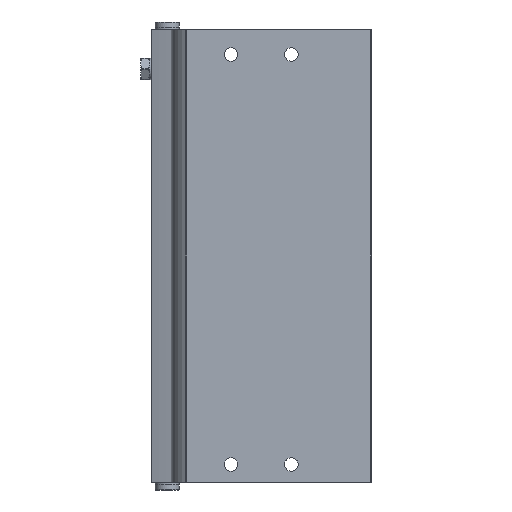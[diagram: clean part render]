
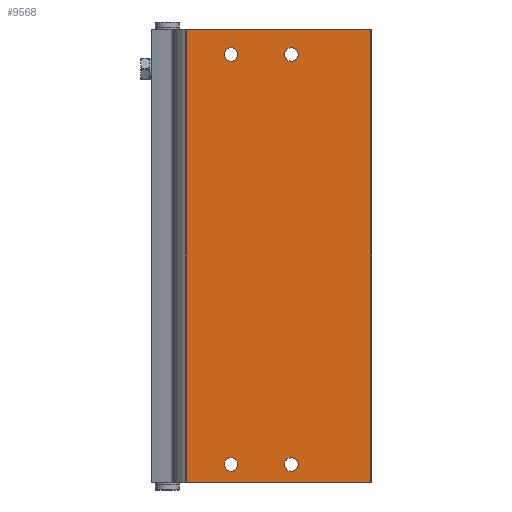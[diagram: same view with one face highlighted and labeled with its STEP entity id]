
A CAD part, front view. The second image highlights one B-rep face of the part: STEP entity #9568.
In plain terms, the highlighted planar face has unit normal (0, -1, 0).
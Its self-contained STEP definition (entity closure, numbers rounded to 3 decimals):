
#793=LINE('',#16805,#1344);
#794=LINE('',#16815,#1345);
#795=LINE('',#16817,#1346);
#796=LINE('',#16819,#1347);
#1344=VECTOR('',#12352,1000.);
#1345=VECTOR('',#12363,1000.);
#1346=VECTOR('',#12364,1000.);
#1347=VECTOR('',#12365,1000.);
#2223=ORIENTED_EDGE('',*,*,#4598,.F.);
#2224=ORIENTED_EDGE('',*,*,#4599,.F.);
#2225=ORIENTED_EDGE('',*,*,#4600,.F.);
#2226=ORIENTED_EDGE('',*,*,#4601,.F.);
#2227=ORIENTED_EDGE('',*,*,#4602,.F.);
#2228=ORIENTED_EDGE('',*,*,#4597,.F.);
#2229=ORIENTED_EDGE('',*,*,#4603,.T.);
#2230=ORIENTED_EDGE('',*,*,#4604,.T.);
#4597=EDGE_CURVE('',#5802,#5801,#793,.T.);
#4598=EDGE_CURVE('',#5803,#5803,#6500,.T.);
#4599=EDGE_CURVE('',#5804,#5804,#6501,.T.);
#4600=EDGE_CURVE('',#5805,#5805,#6502,.T.);
#4601=EDGE_CURVE('',#5806,#5806,#6503,.T.);
#4602=EDGE_CURVE('',#5801,#5807,#794,.T.);
#4603=EDGE_CURVE('',#5802,#5808,#795,.T.);
#4604=EDGE_CURVE('',#5808,#5807,#796,.T.);
#5801=VERTEX_POINT('',#16802);
#5802=VERTEX_POINT('',#16804);
#5803=VERTEX_POINT('',#16808);
#5804=VERTEX_POINT('',#16810);
#5805=VERTEX_POINT('',#16812);
#5806=VERTEX_POINT('',#16814);
#5807=VERTEX_POINT('',#16816);
#5808=VERTEX_POINT('',#16818);
#6500=CIRCLE('',#10806,2.25);
#6501=CIRCLE('',#10807,2.25);
#6502=CIRCLE('',#10808,2.25);
#6503=CIRCLE('',#10809,2.25);
#7087=EDGE_LOOP('',(#2223));
#7088=EDGE_LOOP('',(#2224));
#7089=EDGE_LOOP('',(#2225));
#7090=EDGE_LOOP('',(#2226));
#7091=EDGE_LOOP('',(#2227,#2228,#2229,#2230));
#8260=FACE_BOUND('',#7087,.T.);
#8261=FACE_BOUND('',#7088,.T.);
#8262=FACE_BOUND('',#7089,.T.);
#8263=FACE_BOUND('',#7090,.T.);
#8264=FACE_BOUND('',#7091,.T.);
#9237=PLANE('',#10805);
#9568=ADVANCED_FACE('',(#8260,#8261,#8262,#8263,#8264),#9237,.T.);
#10805=AXIS2_PLACEMENT_3D('',#16806,#12353,#12354);
#10806=AXIS2_PLACEMENT_3D('',#16807,#12355,#12356);
#10807=AXIS2_PLACEMENT_3D('',#16809,#12357,#12358);
#10808=AXIS2_PLACEMENT_3D('',#16811,#12359,#12360);
#10809=AXIS2_PLACEMENT_3D('',#16813,#12361,#12362);
#12352=DIRECTION('',(0.,0.,1.));
#12353=DIRECTION('',(0.,-1.,0.));
#12354=DIRECTION('',(0.,0.,-1.));
#12355=DIRECTION('',(0.,-1.,0.));
#12356=DIRECTION('',(0.,0.,-1.));
#12357=DIRECTION('',(0.,-1.,0.));
#12358=DIRECTION('',(0.,0.,-1.));
#12359=DIRECTION('',(0.,-1.,0.));
#12360=DIRECTION('',(0.,0.,-1.));
#12361=DIRECTION('',(0.,-1.,0.));
#12362=DIRECTION('',(0.,0.,-1.));
#12363=DIRECTION('',(1.,0.,0.));
#12364=DIRECTION('',(1.,0.,0.));
#12365=DIRECTION('',(0.,0.,1.));
#16802=CARTESIAN_POINT('',(-36.27,0.,0.));
#16804=CARTESIAN_POINT('',(-36.27,0.,-150.3));
#16805=CARTESIAN_POINT('',(-36.27,0.,-150.3));
#16806=CARTESIAN_POINT('',(-36.27,0.,-150.3));
#16807=CARTESIAN_POINT('',(-10.,0.,-142.));
#16808=CARTESIAN_POINT('',(-10.,0.,-144.25));
#16809=CARTESIAN_POINT('',(-10.,0.,-6.));
#16810=CARTESIAN_POINT('',(-10.,0.,-8.25));
#16811=CARTESIAN_POINT('',(10.,0.,-142.));
#16812=CARTESIAN_POINT('',(10.,0.,-144.25));
#16813=CARTESIAN_POINT('',(10.,0.,-6.));
#16814=CARTESIAN_POINT('',(10.,0.,-8.25));
#16815=CARTESIAN_POINT('',(-36.27,0.,0.));
#16816=CARTESIAN_POINT('',(24.73,0.,0.));
#16817=CARTESIAN_POINT('',(-36.27,0.,-150.3));
#16818=CARTESIAN_POINT('',(24.73,0.,-150.3));
#16819=CARTESIAN_POINT('',(24.73,0.,-150.3));
